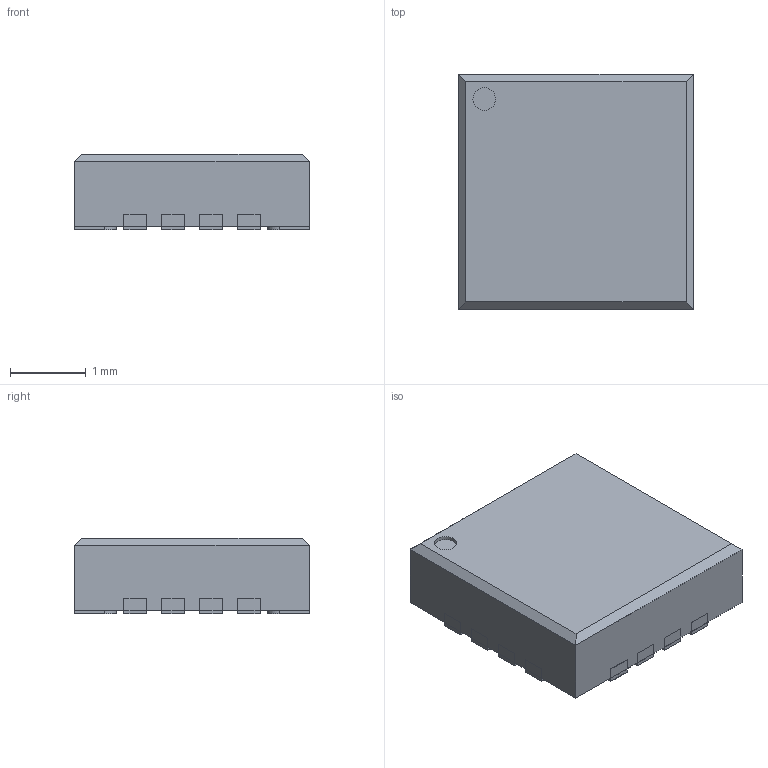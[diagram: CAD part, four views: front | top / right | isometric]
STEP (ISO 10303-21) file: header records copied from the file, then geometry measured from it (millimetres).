
FILE_DESCRIPTION(/* description */ (''),/* implementation_level */ '2;1');
FILE_NAME(/* name */ 'qfn_1699146354534.stp',/* time_stamp */ '2023-11-05T01:05:56Z',/* author */ (''),/* organization */ (''),/* preprocessor_version */ 'ST-DEVELOPER v20',/* originating_system */ 'ASM',/* authorisation */ '');
FILE_SCHEMA (('AUTOMOTIVE_DESIGN { 1 0 10303 214 3 1 1 }'));
Length unit declared in the file: millimetre
Products named in the file (1): qfn_1699146354534
Bounding box: 3.1 x 3.1 x 1 mm (x, y, z)
Volume: 9.2 mm3; surface area: 37.3 mm2
Topology: 9 solids, 9 shells, 172 faces, 439 edges, 286 vertices
Faces by surface type: plane 155, cylinder 17
Full cylindrical faces by diameter (mm): 0.3 x1
Entity records: 5293 total; most frequent: CARTESIAN_POINT 898, ORIENTED_EDGE 878, DIRECTION 819, EDGE_CURVE 439, LINE 405, VECTOR 405, VERTEX_POINT 286, AXIS2_PLACEMENT_3D 207
